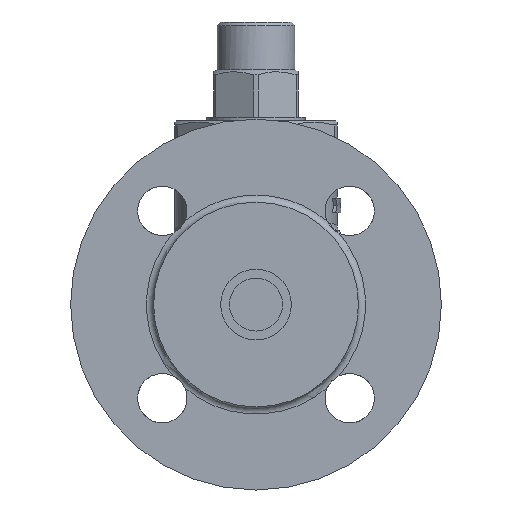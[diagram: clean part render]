
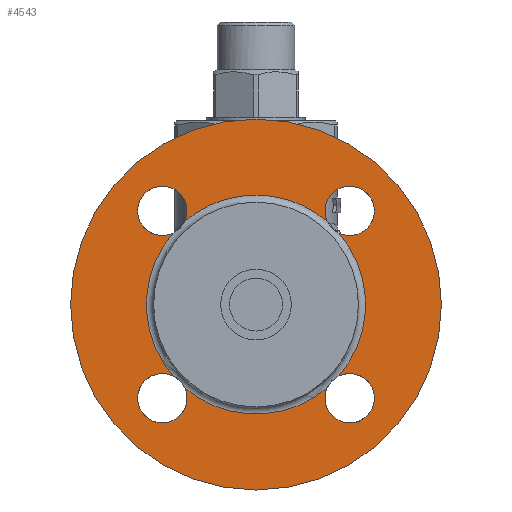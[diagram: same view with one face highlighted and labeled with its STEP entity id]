
A CAD part, left-side view. The second image highlights one B-rep face of the part: STEP entity #4543.
In plain terms, the highlighted planar face has unit normal (-1, 0, 0).
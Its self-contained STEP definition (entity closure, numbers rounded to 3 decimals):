
#763=FACE_BOUND('',#1249,.T.);
#923=FACE_OUTER_BOUND('',#1248,.T.);
#1248=EDGE_LOOP('',(#3079));
#1249=EDGE_LOOP('',(#3080,#3081,#3082,#3083,#3084,#3085,#3086,#3087));
#1593=CIRCLE('',#4856,52.5);
#1595=CIRCLE('',#4861,31.);
#1596=CIRCLE('',#4862,31.);
#1597=CIRCLE('',#4863,31.);
#1598=CIRCLE('',#4864,31.);
#1600=CIRCLE('',#4867,7.);
#1601=CIRCLE('',#4869,7.);
#1602=CIRCLE('',#4871,7.);
#1603=CIRCLE('',#4873,7.);
#1897=VERTEX_POINT('',#6676);
#1899=VERTEX_POINT('',#6683);
#1900=VERTEX_POINT('',#6684);
#1901=VERTEX_POINT('',#6697);
#1902=VERTEX_POINT('',#6699);
#1903=VERTEX_POINT('',#6712);
#1904=VERTEX_POINT('',#6714);
#1905=VERTEX_POINT('',#6727);
#1906=VERTEX_POINT('',#6729);
#2342=EDGE_CURVE('',#1897,#1897,#1593,.T.);
#2345=EDGE_CURVE('',#1899,#1901,#1595,.T.);
#2347=EDGE_CURVE('',#1902,#1903,#1596,.T.);
#2349=EDGE_CURVE('',#1904,#1905,#1597,.T.);
#2351=EDGE_CURVE('',#1906,#1900,#1598,.T.);
#2353=EDGE_CURVE('',#1899,#1900,#1600,.T.);
#2354=EDGE_CURVE('',#1906,#1905,#1601,.T.);
#2355=EDGE_CURVE('',#1904,#1903,#1602,.T.);
#2356=EDGE_CURVE('',#1902,#1901,#1603,.T.);
#3079=ORIENTED_EDGE('',*,*,#2342,.T.);
#3080=ORIENTED_EDGE('',*,*,#2351,.F.);
#3081=ORIENTED_EDGE('',*,*,#2354,.T.);
#3082=ORIENTED_EDGE('',*,*,#2349,.F.);
#3083=ORIENTED_EDGE('',*,*,#2355,.T.);
#3084=ORIENTED_EDGE('',*,*,#2347,.F.);
#3085=ORIENTED_EDGE('',*,*,#2356,.T.);
#3086=ORIENTED_EDGE('',*,*,#2345,.F.);
#3087=ORIENTED_EDGE('',*,*,#2353,.T.);
#4445=PLANE('',#4875);
#4543=ADVANCED_FACE('',(#923,#763),#4445,.F.);
#4856=AXIS2_PLACEMENT_3D('',#6677,#5410,#5411);
#4861=AXIS2_PLACEMENT_3D('',#6698,#5420,#5421);
#4862=AXIS2_PLACEMENT_3D('',#6713,#5422,#5423);
#4863=AXIS2_PLACEMENT_3D('',#6728,#5424,#5425);
#4864=AXIS2_PLACEMENT_3D('',#6742,#5426,#5427);
#4867=AXIS2_PLACEMENT_3D('',#6746,#5432,#5433);
#4869=AXIS2_PLACEMENT_3D('',#6748,#5436,#5437);
#4871=AXIS2_PLACEMENT_3D('',#6750,#5440,#5441);
#4873=AXIS2_PLACEMENT_3D('',#6752,#5444,#5445);
#4875=AXIS2_PLACEMENT_3D('',#6754,#5448,#5449);
#5410=DIRECTION('center_axis',(-1.,0.,0.));
#5411=DIRECTION('ref_axis',(0.,0.,1.));
#5420=DIRECTION('center_axis',(-1.,0.,0.));
#5421=DIRECTION('ref_axis',(0.,0.,-1.));
#5422=DIRECTION('center_axis',(-1.,0.,0.));
#5423=DIRECTION('ref_axis',(0.,0.,-1.));
#5424=DIRECTION('center_axis',(-1.,0.,0.));
#5425=DIRECTION('ref_axis',(0.,0.,-1.));
#5426=DIRECTION('center_axis',(-1.,0.,0.));
#5427=DIRECTION('ref_axis',(0.,0.,-1.));
#5432=DIRECTION('center_axis',(1.,0.,0.));
#5433=DIRECTION('ref_axis',(0.,1.,0.));
#5436=DIRECTION('center_axis',(1.,0.,0.));
#5437=DIRECTION('ref_axis',(0.,0.,
1.));
#5440=DIRECTION('center_axis',(1.,0.,0.));
#5441=DIRECTION('ref_axis',(0.,-1.,0.));
#5444=DIRECTION('center_axis',(1.,0.,0.));
#5445=DIRECTION('ref_axis',(0.,0.,-1.));
#5448=DIRECTION('center_axis',(1.,0.,0.));
#5449=DIRECTION('ref_axis',(0.,0.,-1.));
#6676=CARTESIAN_POINT('',(-73.,0.,52.5));
#6677=CARTESIAN_POINT('Origin',(-73.,0.,0.));
#6683=CARTESIAN_POINT('',(-73.,-20.188,23.526));
#6684=CARTESIAN_POINT('',(-73.,-23.526,20.188));
#6697=CARTESIAN_POINT('',(-73.,20.188,23.526));
#6698=CARTESIAN_POINT('Origin',(-73.,0.,0.));
#6699=CARTESIAN_POINT('',(-73.,23.526,20.188));
#6712=CARTESIAN_POINT('',(-73.,23.526,-20.188));
#6713=CARTESIAN_POINT('Origin',(-73.,0.,0.));
#6714=CARTESIAN_POINT('',(-73.,20.188,-23.526));
#6727=CARTESIAN_POINT('',(-73.,-20.188,-23.526));
#6728=CARTESIAN_POINT('Origin',(-73.,0.,0.));
#6729=CARTESIAN_POINT('',(-73.,-23.526,-20.188));
#6742=CARTESIAN_POINT('Origin',(-73.,0.,0.));
#6746=CARTESIAN_POINT('Origin',(-73.,-26.517,26.517));
#6748=CARTESIAN_POINT('Origin',(-73.,-26.517,-26.517));
#6750=CARTESIAN_POINT('Origin',(-73.,26.517,-26.517));
#6752=CARTESIAN_POINT('Origin',(-73.,26.517,26.517));
#6754=CARTESIAN_POINT('Origin',(-73.,0.,40.75));
